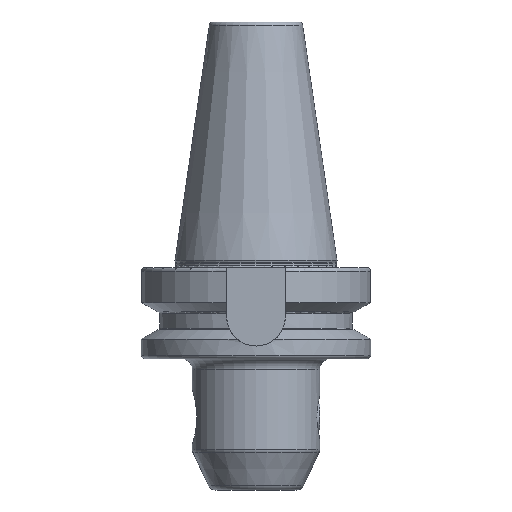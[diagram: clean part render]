
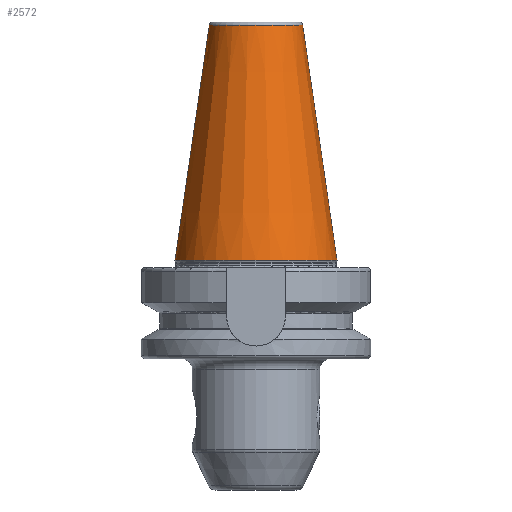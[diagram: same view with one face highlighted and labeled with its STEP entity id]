
A CAD part, left-side view. The second image highlights one B-rep face of the part: STEP entity #2572.
In plain terms, the highlighted conical face has half-angle 8.297 degrees and reference radius 17.519 mm.
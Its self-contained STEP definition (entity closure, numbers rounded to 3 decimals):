
#939=CARTESIAN_POINT('',(0,0,91.544));
#940=DIRECTION('',(0,0,1));
#941=DIRECTION('',(0,1,0));
#942=AXIS2_PLACEMENT_3D('',#939,#940,#941);
#944=DIRECTION('',(0.,0.144,0.99));
#945=VECTOR('',#944,65.227);
#946=CARTESIAN_POINT('',(0,-22.225,27));
#947=LINE('',#946,#945);
#948=CARTESIAN_POINT('',(0,0,27));
#949=DIRECTION('',(0,0,1));
#950=DIRECTION('',(0,1,0));
#951=AXIS2_PLACEMENT_3D('',#948,#949,#950);
#953=DIRECTION('',(0.,-0.144,0.99));
#954=VECTOR('',#953,65.227);
#955=CARTESIAN_POINT('',(0,22.225,27));
#956=LINE('',#955,#954);
#1314=CARTESIAN_POINT('',(0,22.225,27));
#1316=VERTEX_POINT('',#1314);
#1330=CARTESIAN_POINT('',(0,-22.225,27));
#1332=VERTEX_POINT('',#1330);
#1357=CARTESIAN_POINT('',(0,12.812,91.544));
#1358=CARTESIAN_POINT('',(0,-12.812,91.544));
#1359=VERTEX_POINT('',#1357);
#1360=VERTEX_POINT('',#1358);
#2558=CARTESIAN_POINT('',(0,0,59.272));
#2559=DIRECTION('',(0,0,-1));
#2560=DIRECTION('',(0,-1,0));
#2561=AXIS2_PLACEMENT_3D('',#2558,#2559,#2560);
#2562=CONICAL_SURFACE('',#2561,17.519,8.297);
#2564=ORIENTED_EDGE('',*,*,#2563,.T.);
#2566=ORIENTED_EDGE('',*,*,#2565,.F.);
#2567=ORIENTED_EDGE('',*,*,#2551,.F.);
#2569=ORIENTED_EDGE('',*,*,#2568,.T.);
#2570=EDGE_LOOP('',(#2564,#2566,#2567,#2569));
#2571=FACE_OUTER_BOUND('',#2570,.F.);
#2572=ADVANCED_FACE('',(#2571),#2562,.T.);
#943=CIRCLE('',#942,12.812);
#952=CIRCLE('',#951,22.225);
#2551=EDGE_CURVE('',#1316,#1332,#952,.T.);
#2563=EDGE_CURVE('',#1359,#1360,#943,.T.);
#2565=EDGE_CURVE('',#1332,#1360,#947,.T.);
#2568=EDGE_CURVE('',#1316,#1359,#956,.T.);
